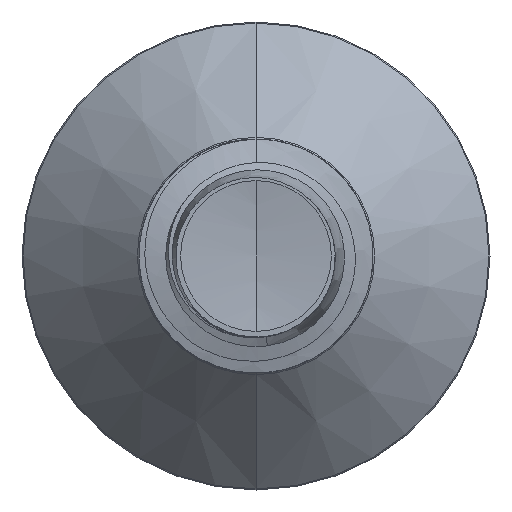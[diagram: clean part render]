
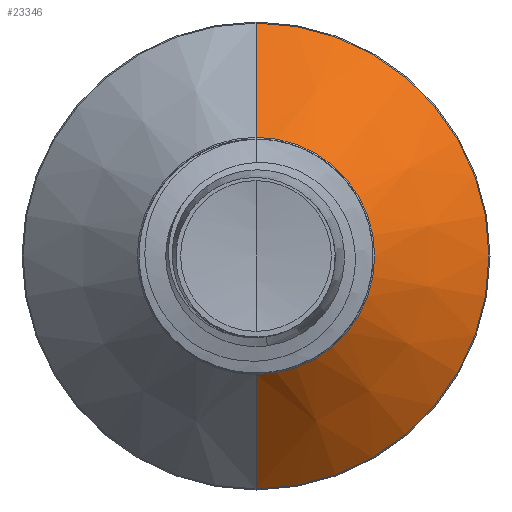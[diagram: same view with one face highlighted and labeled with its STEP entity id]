
A CAD part, front view. The second image highlights one B-rep face of the part: STEP entity #23346.
In plain terms, the highlighted conical face has half-angle 45 degrees and reference radius 1.522 mm.
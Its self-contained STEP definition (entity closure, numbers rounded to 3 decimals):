
#60 = EDGE_LOOP ( 'NONE', ( #617, #1522, #24497, #24463 ) ) ;
#377 = EDGE_CURVE ( 'NONE', #1319, #17210, #25801, .T. ) ;
#617 = ORIENTED_EDGE ( 'NONE', *, *, #19458, .T. ) ;
#755 = DIRECTION ( 'NONE',  ( 0., 1., 0. ) ) ;
#1190 = AXIS2_PLACEMENT_3D ( 'NONE', #25103, #25097, #26018 ) ;
#1319 = VERTEX_POINT ( 'NONE', #12263 ) ;
#1522 = ORIENTED_EDGE ( 'NONE', *, *, #6929, .T. ) ;
#3196 = LINE ( 'NONE', #14283, #30925 ) ;
#3324 = DIRECTION ( 'NONE',  ( 0., 0.707, -0.707 ) ) ;
#4273 = CARTESIAN_POINT ( 'NONE',  ( 0., 12.972, 0. ) ) ;
#5041 = AXIS2_PLACEMENT_3D ( 'NONE', #4273, #17810, #23182 ) ;
#5094 = EDGE_CURVE ( 'NONE', #23968, #1319, #3196, .T. ) ;
#6929 = EDGE_CURVE ( 'NONE', #24649, #17210, #32506, .T. ) ;
#10250 = CARTESIAN_POINT ( 'NONE',  ( 0., 12.972, 1.522 ) ) ;
#12102 = CARTESIAN_POINT ( 'NONE',  ( 0., 14.437, -2.987 ) ) ;
#12263 = CARTESIAN_POINT ( 'NONE',  ( 0., 14.437, 2.987 ) ) ;
#12288 = VECTOR ( 'NONE', #3324, 1000. ) ;
#13428 = CIRCLE ( 'NONE', #17312, 1.522 ) ;
#14283 = CARTESIAN_POINT ( 'NONE',  ( 0., 12.972, 1.522 ) ) ;
#16940 = DIRECTION ( 'NONE',  ( 0., 0.707, 0.707 ) ) ;
#17210 = VERTEX_POINT ( 'NONE', #12102 ) ;
#17301 = CARTESIAN_POINT ( 'NONE',  ( 0., 12.972, 0. ) ) ;
#17312 = AXIS2_PLACEMENT_3D ( 'NONE', #17301, #755, #19972 ) ;
#17810 = DIRECTION ( 'NONE',  ( 0., 1., 0. ) ) ;
#19417 = CARTESIAN_POINT ( 'NONE',  ( 0., 12.972, -1.522 ) ) ;
#19458 = EDGE_CURVE ( 'NONE', #23968, #24649, #13428, .T. ) ;
#19972 = DIRECTION ( 'NONE',  ( 0., 0., 1. ) ) ;
#22302 = CARTESIAN_POINT ( 'NONE',  ( 0., 12.972, -1.522 ) ) ;
#23182 = DIRECTION ( 'NONE',  ( 0., 0., 1. ) ) ;
#23346 = ADVANCED_FACE ( 'NONE', ( #25469 ), #31558, .T. ) ;
#23968 = VERTEX_POINT ( 'NONE', #10250 ) ;
#24463 = ORIENTED_EDGE ( 'NONE', *, *, #5094, .F. ) ;
#24497 = ORIENTED_EDGE ( 'NONE', *, *, #377, .F. ) ;
#24649 = VERTEX_POINT ( 'NONE', #19417 ) ;
#25097 = DIRECTION ( 'NONE',  ( 0., 1., 0. ) ) ;
#25103 = CARTESIAN_POINT ( 'NONE',  ( 0., 14.437, 0. ) ) ;
#25469 = FACE_OUTER_BOUND ( 'NONE', #60, .T. ) ;
#25801 = CIRCLE ( 'NONE', #1190, 2.987 ) ;
#26018 = DIRECTION ( 'NONE',  ( 0., 0., 1. ) ) ;
#30925 = VECTOR ( 'NONE', #16940, 1000. ) ;
#31558 = CONICAL_SURFACE ( 'NONE', #5041, 1.522, 0.785 ) ;
#32506 = LINE ( 'NONE', #22302, #12288 ) ;
